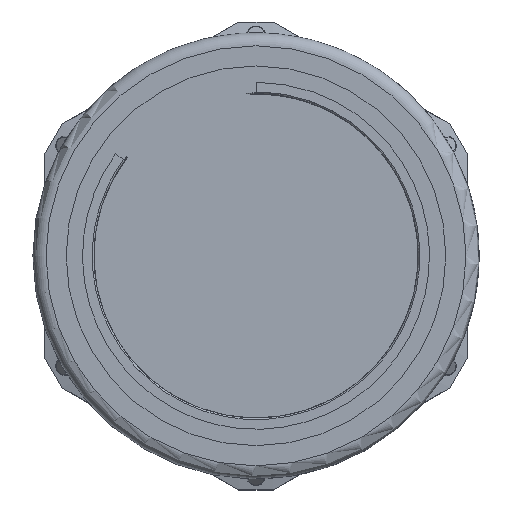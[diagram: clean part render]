
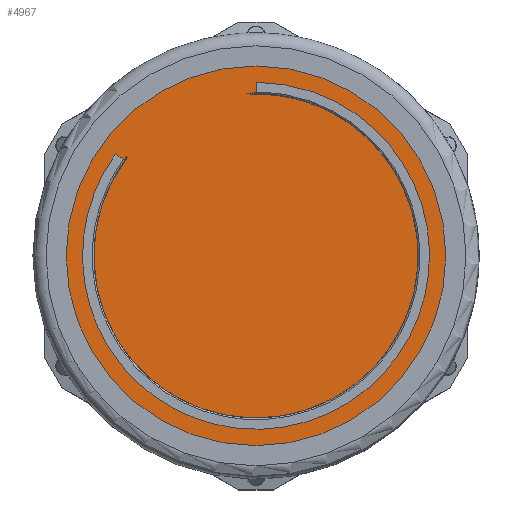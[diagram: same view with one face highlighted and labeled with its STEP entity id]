
A CAD part, top view. The second image highlights one B-rep face of the part: STEP entity #4967.
In plain terms, the highlighted planar face has unit normal (0, 0, 1).
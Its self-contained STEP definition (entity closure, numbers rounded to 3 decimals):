
#160=PLANE('',#5325);
#322=CIRCLE('',#5307,58.);
#323=CIRCLE('',#5308,58.);
#324=CIRCLE('',#5310,49.75);
#325=CIRCLE('',#5313,49.55);
#358=FACE_BOUND('',#1012,.T.);
#704=FACE_OUTER_BOUND('',#1011,.T.);
#1011=EDGE_LOOP('',(#4571,#4572));
#1012=EDGE_LOOP('',(#4573,#4574,#4575,#4576));
#1314=LINE('',#11755,#1625);
#1323=LINE('',#11780,#1634);
#1625=VECTOR('',#6285,10.);
#1634=VECTOR('',#6310,10.);
#2341=VERTEX_POINT('',#11666);
#2342=VERTEX_POINT('',#11668);
#2343=VERTEX_POINT('',#11672);
#2344=VERTEX_POINT('',#11673);
#2349=VERTEX_POINT('',#11713);
#2350=VERTEX_POINT('',#11714);
#3068=EDGE_CURVE('',#2342,#2341,#322,.T.);
#3069=EDGE_CURVE('',#2341,#2342,#323,.T.);
#3070=EDGE_CURVE('',#2343,#2344,#324,.T.);
#3076=EDGE_CURVE('',#2349,#2350,#325,.T.);
#3083=EDGE_CURVE('',#2350,#2343,#1314,.T.);
#3096=EDGE_CURVE('',#2344,#2349,#1323,.T.);
#4571=ORIENTED_EDGE('',*,*,#3068,.T.);
#4572=ORIENTED_EDGE('',*,*,#3069,.T.);
#4573=ORIENTED_EDGE('',*,*,#3083,.F.);
#4574=ORIENTED_EDGE('',*,*,#3076,.F.);
#4575=ORIENTED_EDGE('',*,*,#3096,.F.);
#4576=ORIENTED_EDGE('',*,*,#3070,.F.);
#4967=ADVANCED_FACE('',(#704,#358),#160,.T.);
#5307=AXIS2_PLACEMENT_3D('',#11669,#6264,#6265);
#5308=AXIS2_PLACEMENT_3D('',#11670,#6266,#6267);
#5310=AXIS2_PLACEMENT_3D('',#11674,#6270,#6271);
#5313=AXIS2_PLACEMENT_3D('',#11715,#6277,#6278);
#5325=AXIS2_PLACEMENT_3D('',#12112,#6313,#6314);
#6264=DIRECTION('center_axis',(0.,0.,1.));
#6265=DIRECTION('ref_axis',(1.,0.,0.));
#6266=DIRECTION('center_axis',(0.,0.,1.));
#6267=DIRECTION('ref_axis',(1.,0.,0.));
#6270=DIRECTION('center_axis',(0.,0.,1.));
#6271=DIRECTION('ref_axis',(-1.,0.,0.));
#6277=DIRECTION('center_axis',(0.,0.,-1.));
#6278=DIRECTION('ref_axis',(-1.,0.,0.));
#6285=DIRECTION('',(-0.809,0.588,0.));
#6310=DIRECTION('',(0.,-1.,0.));
#6313=DIRECTION('center_axis',(0.,0.,1.));
#6314=DIRECTION('ref_axis',(1.,0.,0.));
#11666=CARTESIAN_POINT('',(-58.,0.,0.));
#11668=CARTESIAN_POINT('',(58.,0.,0.));
#11669=CARTESIAN_POINT('Origin',(0.,0.,0.));
#11670=CARTESIAN_POINT('Origin',(0.,0.,0.));
#11672=CARTESIAN_POINT('',(-39.471,30.284,0.));
#11673=CARTESIAN_POINT('',(-3.,49.659,0.));
#11674=CARTESIAN_POINT('Origin',(0.,0.,0.));
#11713=CARTESIAN_POINT('',(-3.,49.459,0.));
#11714=CARTESIAN_POINT('',(-39.309,30.166,0.));
#11715=CARTESIAN_POINT('Origin',(0.,0.,0.));
#11755=CARTESIAN_POINT('',(-19.509,15.781,0.));
#11780=CARTESIAN_POINT('',(-3.,25.059,0.));
#12112=CARTESIAN_POINT('Origin',(0.,0.,
0.));
